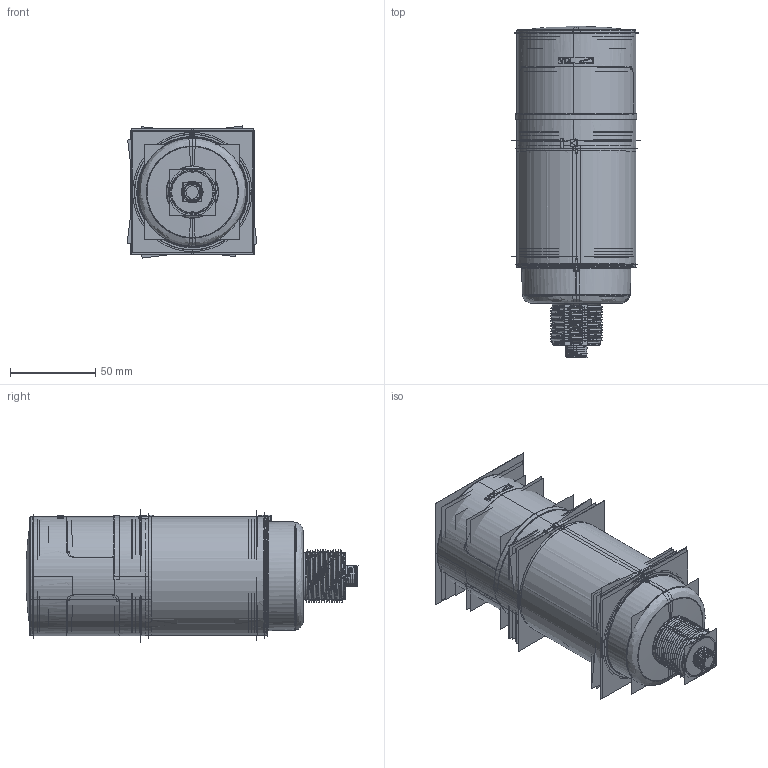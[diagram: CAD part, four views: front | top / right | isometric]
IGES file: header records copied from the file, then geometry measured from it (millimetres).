
Start section:  PTC IGES file: 191437.igs
Global section: file name: 191437.igs; native system: Creo Parametric by PTC Inc.; preprocessor: 2019292; author: PDMAdmin; organization: Unknown; date: 20210716.125333; units: millimetre
Bounding box: 76.13 x 194.82 x 77.54 mm (x, y, z)
Volume: 169589.4 mm3; surface area: 803163.1 mm2
Topology: 6 solids, 7 shells, 2990 faces, 14821 edges, 18589 vertices
Faces by surface type: revolution 1574, bspline 1372, extrusion 44
